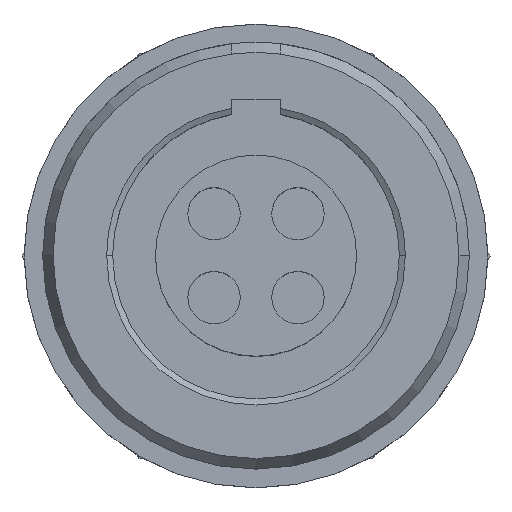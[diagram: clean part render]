
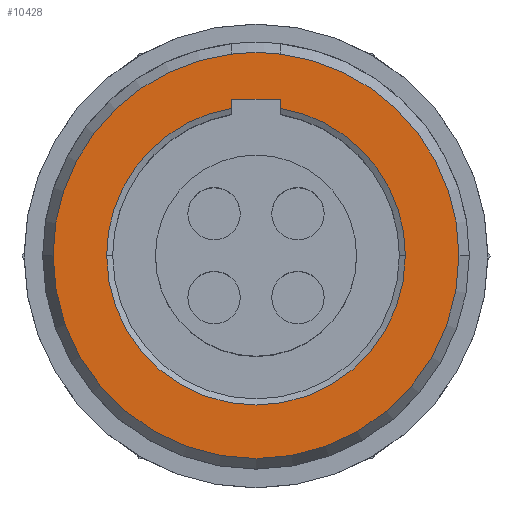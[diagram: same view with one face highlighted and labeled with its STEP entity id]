
A CAD part, top view. The second image highlights one B-rep face of the part: STEP entity #10428.
In plain terms, the highlighted planar face has unit normal (0, 0, 1).
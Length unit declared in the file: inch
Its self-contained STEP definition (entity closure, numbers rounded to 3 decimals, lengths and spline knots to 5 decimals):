
#146 = VERTEX_POINT ( 'NONE', #5363 ) ;
#227 = AXIS2_PLACEMENT_3D ( 'NONE', #6815, #7637, #10275 ) ;
#409 = AXIS2_PLACEMENT_3D ( 'NONE', #10788, #6547, #8136 ) ;
#460 = DIRECTION ( 'NONE',  ( 1., 0., 0. ) ) ;
#491 = EDGE_CURVE ( 'NONE', #5489, #2852, #7990, .T. ) ;
#884 = CARTESIAN_POINT ( 'NONE',  ( 0.248, 0., 0. ) ) ;
#932 = CARTESIAN_POINT ( 'NONE',  ( 0.04, 0.33463, 0. ) ) ;
#951 = VERTEX_POINT ( 'NONE', #6228 ) ;
#1260 = AXIS2_PLACEMENT_3D ( 'NONE', #2082, #6140, #460 ) ;
#1336 = FACE_OUTER_BOUND ( 'NONE', #10175, .T. ) ;
#1386 = DIRECTION ( 'NONE',  ( 1., 0., 0. ) ) ;
#1407 = EDGE_CURVE ( 'NONE', #9948, #146, #3194, .T. ) ;
#1510 = CARTESIAN_POINT ( 'NONE',  ( -0.04, 0.26, 0. ) ) ;
#1708 = ORIENTED_EDGE ( 'NONE', *, *, #3255, .T. ) ;
#1825 = AXIS2_PLACEMENT_3D ( 'NONE', #3795, #8011, #1386 ) ;
#1935 = ORIENTED_EDGE ( 'NONE', *, *, #7255, .T. ) ;
#2082 = CARTESIAN_POINT ( 'NONE',  ( 0., 0., 0. ) ) ;
#2231 = ORIENTED_EDGE ( 'NONE', *, *, #4195, .F. ) ;
#2541 = AXIS2_PLACEMENT_3D ( 'NONE', #2893, #6949, #10300 ) ;
#2710 = ORIENTED_EDGE ( 'NONE', *, *, #3373, .F. ) ;
#2756 = DIRECTION ( 'NONE',  ( 0., 0., 1. ) ) ;
#2852 = VERTEX_POINT ( 'NONE', #884 ) ;
#2893 = CARTESIAN_POINT ( 'NONE',  ( 0., 0., 0. ) ) ;
#2917 = FACE_BOUND ( 'NONE', #5740, .T. ) ;
#2976 = ORIENTED_EDGE ( 'NONE', *, *, #10001, .T. ) ;
#3194 = CIRCLE ( 'NONE', #227, 0.33701 ) ;
#3211 = ORIENTED_EDGE ( 'NONE', *, *, #8484, .F. ) ;
#3255 = EDGE_CURVE ( 'NONE', #2852, #4335, #5111, .T. ) ;
#3373 = EDGE_CURVE ( 'NONE', #6262, #10353, #9353, .T. ) ;
#3795 = CARTESIAN_POINT ( 'NONE',  ( 0., 0., 0. ) ) ;
#3828 = DIRECTION ( 'NONE',  ( 0., 0., -1. ) ) ;
#3965 = DIRECTION ( 'NONE',  ( -1., 0., 0. ) ) ;
#4158 = LINE ( 'NONE', #10811, #6979 ) ;
#4195 = EDGE_CURVE ( 'NONE', #5489, #6839, #4158, .T. ) ;
#4310 = DIRECTION ( 'NONE',  ( 1., 0., 0. ) ) ;
#4335 = VERTEX_POINT ( 'NONE', #5188 ) ;
#4459 = DIRECTION ( 'NONE',  ( 0., 0., 1. ) ) ;
#4728 = CIRCLE ( 'NONE', #6134, 0.33701 ) ;
#5111 = CIRCLE ( 'NONE', #409, 0.248 ) ;
#5132 = AXIS2_PLACEMENT_3D ( 'NONE', #6043, #2756, #5990 ) ;
#5188 = CARTESIAN_POINT ( 'NONE',  ( -0.248, 0., 0. ) ) ;
#5363 = CARTESIAN_POINT ( 'NONE',  ( -0.33701, 0., 0. ) ) ;
#5367 = PLANE ( 'NONE',  #1260 ) ;
#5378 = EDGE_CURVE ( 'NONE', #9561, #9948, #7601, .T. ) ;
#5489 = VERTEX_POINT ( 'NONE', #7846 ) ;
#5497 = CIRCLE ( 'NONE', #2541, 0.248 ) ;
#5514 = EDGE_CURVE ( 'NONE', #951, #9561, #9357, .T. ) ;
#5588 = LINE ( 'NONE', #1510, #9664 ) ;
#5740 = EDGE_LOOP ( 'NONE', ( #2231, #8232, #1708, #1935, #2710, #3211 ) ) ;
#5889 = CARTESIAN_POINT ( 'NONE',  ( 0., 0., 0. ) ) ;
#5990 = DIRECTION ( 'NONE',  ( 1., 0., 0. ) ) ;
#6043 = CARTESIAN_POINT ( 'NONE',  ( 0., 0., 0. ) ) ;
#6134 = AXIS2_PLACEMENT_3D ( 'NONE', #5889, #4459, #4310 ) ;
#6140 = DIRECTION ( 'NONE',  ( 0., 0., 1. ) ) ;
#6228 = CARTESIAN_POINT ( 'NONE',  ( 0.33701, 0., 0. ) ) ;
#6262 = VERTEX_POINT ( 'NONE', #7650 ) ;
#6286 = DIRECTION ( 'NONE',  ( 1., 0., 0. ) ) ;
#6547 = DIRECTION ( 'NONE',  ( 0., 0., -1. ) ) ;
#6601 = ORIENTED_EDGE ( 'NONE', *, *, #5378, .T. ) ;
#6815 = CARTESIAN_POINT ( 'NONE',  ( 0., 0., 0. ) ) ;
#6839 = VERTEX_POINT ( 'NONE', #7095 ) ;
#6949 = DIRECTION ( 'NONE',  ( 0., 0., -1. ) ) ;
#6979 = VECTOR ( 'NONE', #10756, 39.37008 ) ;
#7024 = CARTESIAN_POINT ( 'NONE',  ( -0.04, 0.24475, 0. ) ) ;
#7095 = CARTESIAN_POINT ( 'NONE',  ( 0.04, 0.26, 0. ) ) ;
#7255 = EDGE_CURVE ( 'NONE', #4335, #10353, #5497, .T. ) ;
#7601 = CIRCLE ( 'NONE', #5132, 0.33701 ) ;
#7637 = DIRECTION ( 'NONE',  ( 0., 0., 1. ) ) ;
#7650 = CARTESIAN_POINT ( 'NONE',  ( -0.04, 0.26, 0. ) ) ;
#7746 = VECTOR ( 'NONE', #8574, 39.37008 ) ;
#7846 = CARTESIAN_POINT ( 'NONE',  ( 0.04, 0.24475, 0. ) ) ;
#7990 = CIRCLE ( 'NONE', #8526, 0.248 ) ;
#8011 = DIRECTION ( 'NONE',  ( 0., 0., 1. ) ) ;
#8136 = DIRECTION ( 'NONE',  ( 1., 0., 0. ) ) ;
#8232 = ORIENTED_EDGE ( 'NONE', *, *, #491, .T. ) ;
#8484 = EDGE_CURVE ( 'NONE', #6839, #6262, #5588, .T. ) ;
#8526 = AXIS2_PLACEMENT_3D ( 'NONE', #9703, #3828, #6286 ) ;
#8574 = DIRECTION ( 'NONE',  ( 0., -1., 0. ) ) ;
#8773 = ORIENTED_EDGE ( 'NONE', *, *, #5514, .T. ) ;
#9353 = LINE ( 'NONE', #10127, #7746 ) ;
#9357 = CIRCLE ( 'NONE', #1825, 0.33701 ) ;
#9561 = VERTEX_POINT ( 'NONE', #932 ) ;
#9664 = VECTOR ( 'NONE', #3965, 39.37008 ) ;
#9703 = CARTESIAN_POINT ( 'NONE',  ( 0., 0., 0. ) ) ;
#9948 = VERTEX_POINT ( 'NONE', #10791 ) ;
#10001 = EDGE_CURVE ( 'NONE', #146, #951, #4728, .T. ) ;
#10125 = ORIENTED_EDGE ( 'NONE', *, *, #1407, .T. ) ;
#10127 = CARTESIAN_POINT ( 'NONE',  ( -0.04, 0.23461, 0. ) ) ;
#10175 = EDGE_LOOP ( 'NONE', ( #6601, #10125, #2976, #8773 ) ) ;
#10275 = DIRECTION ( 'NONE',  ( 1., 0., 0. ) ) ;
#10300 = DIRECTION ( 'NONE',  ( 1., 0., 0. ) ) ;
#10353 = VERTEX_POINT ( 'NONE', #7024 ) ;
#10428 = ADVANCED_FACE ( 'NONE', ( #1336, #2917 ), #5367, .T. ) ;
#10756 = DIRECTION ( 'NONE',  ( 0., 1., 0. ) ) ;
#10788 = CARTESIAN_POINT ( 'NONE',  ( 0., 0., 0. ) ) ;
#10791 = CARTESIAN_POINT ( 'NONE',  ( -0.04, 0.33463, 0. ) ) ;
#10811 = CARTESIAN_POINT ( 'NONE',  ( 0.04, 0.23461, 0. ) ) ;
